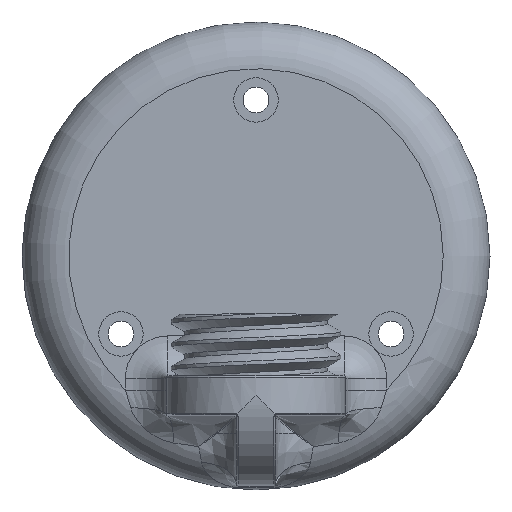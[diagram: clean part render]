
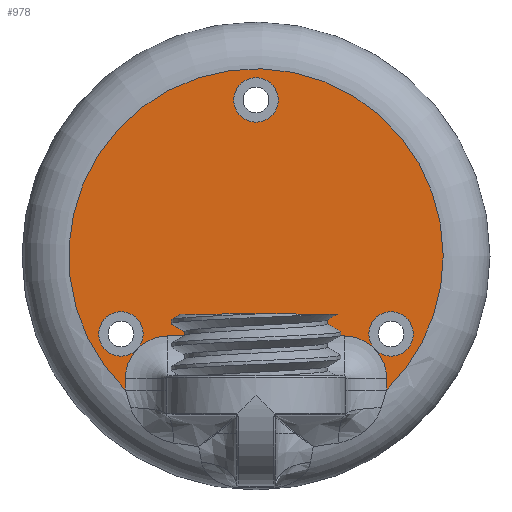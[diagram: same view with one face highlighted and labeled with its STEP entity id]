
A CAD part, top view. The second image highlights one B-rep face of the part: STEP entity #978.
In plain terms, the highlighted planar face has unit normal (0, 0, 1).
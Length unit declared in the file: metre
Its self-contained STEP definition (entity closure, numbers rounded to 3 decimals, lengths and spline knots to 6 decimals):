
#120=CIRCLE('',#1065,0.024);
#121=CIRCLE('',#1066,0.00544);
#122=CIRCLE('',#1067,0.00544);
#123=CIRCLE('',#1068,0.00285);
#124=CIRCLE('',#1069,0.00285);
#125=CIRCLE('',#1070,0.00285);
#195=ORIENTED_EDGE('',*,*,#493,.T.);
#196=ORIENTED_EDGE('',*,*,#494,.T.);
#197=ORIENTED_EDGE('',*,*,#495,.T.);
#198=ORIENTED_EDGE('',*,*,#496,.T.);
#199=ORIENTED_EDGE('',*,*,#497,.T.);
#200=ORIENTED_EDGE('',*,*,#498,.T.);
#201=ORIENTED_EDGE('',*,*,#499,.F.);
#202=ORIENTED_EDGE('',*,*,#500,.F.);
#203=ORIENTED_EDGE('',*,*,#501,.F.);
#493=EDGE_CURVE('',#642,#643,#120,.T.);
#494=EDGE_CURVE('',#643,#644,#730,.F.);
#495=EDGE_CURVE('',#644,#645,#121,.F.);
#496=EDGE_CURVE('',#645,#646,#731,.T.);
#497=EDGE_CURVE('',#646,#647,#122,.F.);
#498=EDGE_CURVE('',#647,#642,#732,.T.);
#499=EDGE_CURVE('',#648,#648,#123,.T.);
#500=EDGE_CURVE('',#649,#649,#124,.T.);
#501=EDGE_CURVE('',#650,#650,#125,.T.);
#642=VERTEX_POINT('',#1485);
#643=VERTEX_POINT('',#1486);
#644=VERTEX_POINT('',#1488);
#645=VERTEX_POINT('',#1490);
#646=VERTEX_POINT('',#1492);
#647=VERTEX_POINT('',#1494);
#648=VERTEX_POINT('',#1497);
#649=VERTEX_POINT('',#1499);
#650=VERTEX_POINT('',#1501);
#730=LINE('',#1487,#760);
#731=LINE('',#1491,#761);
#732=LINE('',#1495,#762);
#760=VECTOR('',#1198,1.);
#761=VECTOR('',#1201,1.);
#762=VECTOR('',#1204,1.);
#788=EDGE_LOOP('',(#195,#196,#197,#198,#199,#200));
#789=EDGE_LOOP('',(#201));
#790=EDGE_LOOP('',(#202));
#791=EDGE_LOOP('',(#203));
#876=FACE_BOUND('',#788,.T.);
#877=FACE_BOUND('',#789,.T.);
#878=FACE_BOUND('',#790,.T.);
#879=FACE_BOUND('',#791,.T.);
#963=PLANE('',#1064);
#978=ADVANCED_FACE('',(#876,#877,#878,#879),#963,.T.);
#1064=AXIS2_PLACEMENT_3D('',#1483,#1194,#1195);
#1065=AXIS2_PLACEMENT_3D('',#1484,#1196,#1197);
#1066=AXIS2_PLACEMENT_3D('',#1489,#1199,#1200);
#1067=AXIS2_PLACEMENT_3D('',#1493,#1202,#1203);
#1068=AXIS2_PLACEMENT_3D('',#1496,#1205,#1206);
#1069=AXIS2_PLACEMENT_3D('',#1498,#1207,#1208);
#1070=AXIS2_PLACEMENT_3D('',#1500,#1209,#1210);
#1194=DIRECTION('',(0.,0.,1.));
#1195=DIRECTION('',(1.,0.,0.));
#1196=DIRECTION('',(0.,0.,1.));
#1197=DIRECTION('',(1.,0.,0.));
#1198=DIRECTION('',(0.,-1.,0.));
#1199=DIRECTION('',(0.,0.,1.));
#1200=DIRECTION('',(1.,0.,0.));
#1201=DIRECTION('',(1.,0.,0.));
#1202=DIRECTION('',(0.,0.,1.));
#1203=DIRECTION('',(1.,0.,0.));
#1204=DIRECTION('',(0.,-1.,0.));
#1205=DIRECTION('',(0.,0.,1.));
#1206=DIRECTION('',(1.,0.,0.));
#1207=DIRECTION('',(0.,0.,1.));
#1208=DIRECTION('',(1.,0.,0.));
#1209=DIRECTION('',(0.,0.,1.));
#1210=DIRECTION('',(1.,0.,0.));
#1483=CARTESIAN_POINT('',(0.,0.,0.006));
#1484=CARTESIAN_POINT('',(0.,0.,0.006));
#1485=CARTESIAN_POINT('',(0.01674,-0.017198,0.006));
#1486=CARTESIAN_POINT('',(-0.01674,-0.017198,0.006));
#1487=CARTESIAN_POINT('',(-0.01674,-0.0157,0.006));
#1488=CARTESIAN_POINT('',(-0.01674,-0.0157,0.006));
#1489=CARTESIAN_POINT('',(-0.0113,-0.0157,0.006));
#1490=CARTESIAN_POINT('',(-0.0113,-0.01026,0.006));
#1491=CARTESIAN_POINT('',(0.,-0.01026,0.006));
#1492=CARTESIAN_POINT('',(0.0113,-0.01026,0.006));
#1493=CARTESIAN_POINT('',(0.0113,-0.0157,0.006));
#1494=CARTESIAN_POINT('',(0.01674,-0.0157,0.006));
#1495=CARTESIAN_POINT('',(0.01674,0.,0.006));
#1496=CARTESIAN_POINT('',(0.,0.02,0.006));
#1497=CARTESIAN_POINT('',(0.00285,0.02,0.006));
#1498=CARTESIAN_POINT('',(0.017321,-0.01,0.006));
#1499=CARTESIAN_POINT('',(0.020171,-0.01,0.006));
#1500=CARTESIAN_POINT('',(-0.017321,-0.01,0.006));
#1501=CARTESIAN_POINT('',(-0.014471,-0.01,0.006));
